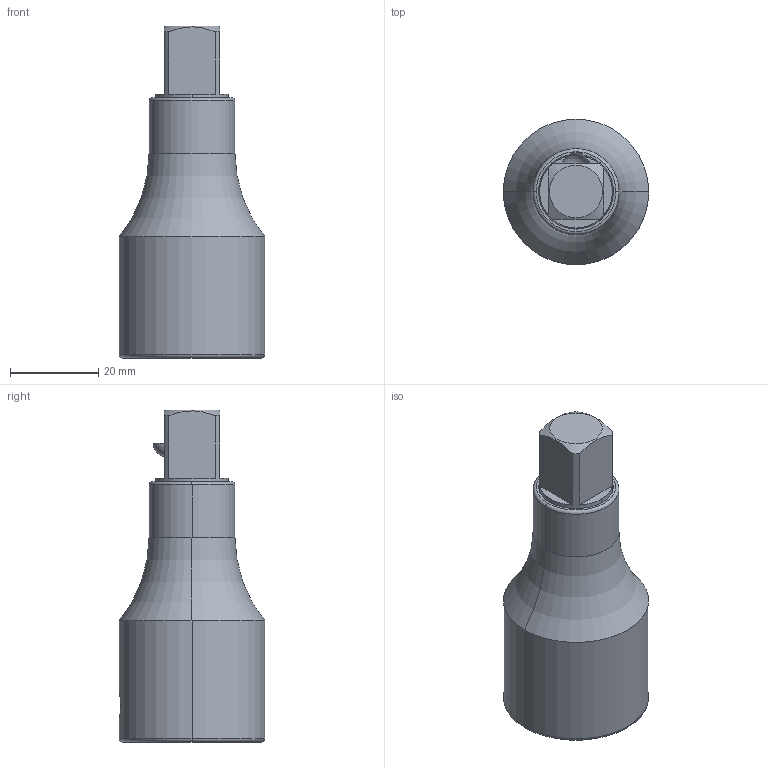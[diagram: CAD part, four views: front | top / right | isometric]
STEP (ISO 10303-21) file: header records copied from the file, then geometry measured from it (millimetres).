
FILE_DESCRIPTION((''),'2;1');
FILE_NAME('4027133431_ASM','2023-08-22T12:20:57',('A00565553'),(''),'CREO PARAMETRIC BY PTC INC, 2022414','CREO PARAMETRIC BY PTC INC, 2022414','');
FILE_SCHEMA(('CONFIG_CONTROL_DESIGN','GEOMETRIC_VALIDATION_PROPERTIES_MIM'));
Length unit declared in the file: millimetre
Products named in the file (3): 4027133441; 4027040684; 4027133431_ASM
Assembly tree (2 placements, depth 2):
  4027133431_ASM
    4027133441
    4027040684
Bounding box: 33 x 33 x 75.3 mm (x, y, z)
Volume: 28053.1 mm3; surface area: 17165.7 mm2
Topology: 3 solids, 3 shells, 81 faces, 212 edges, 129 vertices
Faces by surface type: cylinder 29, plane 23, torus 13, cone 10, bspline 4, sphere 2
Entity records: 4305 total; most frequent: CARTESIAN_POINT 1507, ORIENTED_EDGE 412, DIRECTION 406, PRESENTATION_STYLE_ASSIGNMENT 211, STYLED_ITEM 209, CURVE_STYLE 206, EDGE_CURVE 206, AXIS2_PLACEMENT_3D 171
